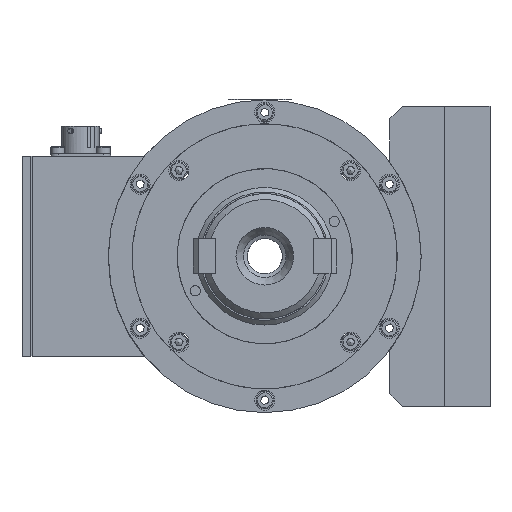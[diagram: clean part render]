
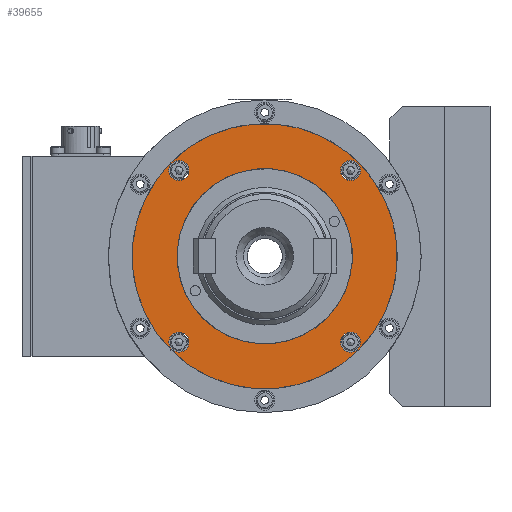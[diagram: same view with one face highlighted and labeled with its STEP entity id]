
A CAD part, left-side view. The second image highlights one B-rep face of the part: STEP entity #39655.
In plain terms, the highlighted planar face has unit normal (-1, 0, 0).
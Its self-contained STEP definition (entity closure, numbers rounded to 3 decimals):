
#858 = ORIENTED_EDGE ( 'NONE', *, *, #21373, .F. ) ;
#1057 = DIRECTION ( 'NONE',  ( 0., 0.707, 0.707 ) ) ;
#1189 = DIRECTION ( 'NONE',  ( 0., 0.707, 0.707 ) ) ;
#1378 = ORIENTED_EDGE ( 'NONE', *, *, #21441, .F. ) ;
#1543 = EDGE_LOOP ( 'NONE', ( #12457 ) ) ;
#3457 = CARTESIAN_POINT ( 'NONE',  ( -79.8, 55.705, 34.295 ) ) ;
#5458 = ORIENTED_EDGE ( 'NONE', *, *, #21486, .F. ) ;
#6640 = DIRECTION ( 'NONE',  ( 0., 0.707, 0.707 ) ) ;
#6797 = CARTESIAN_POINT ( 'NONE',  ( -79.8, 58.534, -31.466 ) ) ;
#6919 = CARTESIAN_POINT ( 'NONE',  ( -79.8, 124.295, 34.295 ) ) ;
#8183 = CARTESIAN_POINT ( 'NONE',  ( -79.8, 90., 0. ) ) ;
#10140 = DIRECTION ( 'NONE',  ( 0., 0.707, 0.707 ) ) ;
#11391 = DIRECTION ( 'NONE',  ( 0., 0.707, 0.707 ) ) ;
#12068 = PLANE ( 'NONE',  #19638 ) ;
#12394 = CARTESIAN_POINT ( 'NONE',  ( -79.8, 90., 0. ) ) ;
#12457 = ORIENTED_EDGE ( 'NONE', *, *, #21316, .F. ) ;
#12750 = EDGE_LOOP ( 'NONE', ( #35166 ) ) ;
#15273 = DIRECTION ( 'NONE',  ( 1., 0., 0. ) ) ;
#15604 = DIRECTION ( 'NONE',  ( 0., 0.707, 0.707 ) ) ;
#16276 = CARTESIAN_POINT ( 'NONE',  ( -79.8, 127.477, 37.477 ) ) ;
#16327 = CIRCLE ( 'NONE', #31663, 4. ) ;
#16363 = CIRCLE ( 'NONE', #31606, 35. ) ;
#16432 = CIRCLE ( 'NONE', #31666, 4. ) ;
#16687 = CIRCLE ( 'NONE', #31784, 4. ) ;
#17086 = CIRCLE ( 'NONE', #31843, 4. ) ;
#17128 = CIRCLE ( 'NONE', #31961, 53. ) ;
#19359 = CARTESIAN_POINT ( 'NONE',  ( -79.8, 58.534, 37.123 ) ) ;
#19638 = AXIS2_PLACEMENT_3D ( 'NONE', #34059, #15273, #37296 ) ;
#19680 = EDGE_LOOP ( 'NONE', ( #23098 ) ) ;
#20028 = DIRECTION ( 'NONE',  ( -1., 0., 0. ) ) ;
#20181 = DIRECTION ( 'NONE',  ( -1., 0., 0. ) ) ;
#21257 = EDGE_CURVE ( 'NONE', #41214, #41214, #17128, .T. ) ;
#21316 = EDGE_CURVE ( 'NONE', #41134, #41134, #17086, .T. ) ;
#21373 = EDGE_CURVE ( 'NONE', #41057, #41057, #16687, .T. ) ;
#21441 = EDGE_CURVE ( 'NONE', #40965, #40965, #16432, .T. ) ;
#21486 = EDGE_CURVE ( 'NONE', #40915, #40915, #16327, .T. ) ;
#21555 = EDGE_CURVE ( 'NONE', #40887, #40887, #16363, .T. ) ;
#22543 = CARTESIAN_POINT ( 'NONE',  ( -79.8, 127.123, 37.123 ) ) ;
#23098 = ORIENTED_EDGE ( 'NONE', *, *, #21555, .F. ) ;
#25586 = DIRECTION ( 'NONE',  ( -1., 0., 0. ) ) ;
#25739 = CARTESIAN_POINT ( 'NONE',  ( -79.8, 127.123, -31.466 ) ) ;
#28839 = CARTESIAN_POINT ( 'NONE',  ( -79.8, 114.749, 24.749 ) ) ;
#28961 = DIRECTION ( 'NONE',  ( -1., 0., 0. ) ) ;
#30215 = DIRECTION ( 'NONE',  ( -1., 0., 0. ) ) ;
#31027 = EDGE_LOOP ( 'NONE', ( #858 ) ) ;
#31606 = AXIS2_PLACEMENT_3D ( 'NONE', #8183, #30215, #11391 ) ;
#31663 = AXIS2_PLACEMENT_3D ( 'NONE', #39165, #20181, #1189 ) ;
#31666 = AXIS2_PLACEMENT_3D ( 'NONE', #39016, #20028, #1057 ) ;
#31784 = AXIS2_PLACEMENT_3D ( 'NONE', #6919, #28961, #10140 ) ;
#31843 = AXIS2_PLACEMENT_3D ( 'NONE', #3457, #25586, #6640 ) ;
#31961 = AXIS2_PLACEMENT_3D ( 'NONE', #12394, #34363, #15604 ) ;
#33214 = FACE_OUTER_BOUND ( 'NONE', #12750, .T. ) ;
#33597 = FACE_BOUND ( 'NONE', #19680, .T. ) ;
#33637 = FACE_BOUND ( 'NONE', #1543, .T. ) ;
#33676 = FACE_BOUND ( 'NONE', #34918, .T. ) ;
#34059 = CARTESIAN_POINT ( 'NONE',  ( -79.8, 114.749, -24.749 ) ) ;
#34069 = FACE_BOUND ( 'NONE', #31027, .T. ) ;
#34363 = DIRECTION ( 'NONE',  ( -1., 0., 0. ) ) ;
#34568 = FACE_BOUND ( 'NONE', #39362, .T. ) ;
#34918 = EDGE_LOOP ( 'NONE', ( #5458 ) ) ;
#35166 = ORIENTED_EDGE ( 'NONE', *, *, #21257, .T. ) ;
#37296 = DIRECTION ( 'NONE',  ( 0., -0.707, -0.707 ) ) ;
#39016 = CARTESIAN_POINT ( 'NONE',  ( -79.8, 124.295, -34.295 ) ) ;
#39165 = CARTESIAN_POINT ( 'NONE',  ( -79.8, 55.705, -34.295 ) ) ;
#39362 = EDGE_LOOP ( 'NONE', ( #1378 ) ) ;
#39655 = ADVANCED_FACE ( 'NONE', ( #34568, #34069, #33637, #33676, #33597, #33214 ), #12068, .F. ) ;
#40887 = VERTEX_POINT ( 'NONE', #28839 ) ;
#40915 = VERTEX_POINT ( 'NONE', #6797 ) ;
#40965 = VERTEX_POINT ( 'NONE', #25739 ) ;
#41057 = VERTEX_POINT ( 'NONE', #22543 ) ;
#41134 = VERTEX_POINT ( 'NONE', #19359 ) ;
#41214 = VERTEX_POINT ( 'NONE', #16276 ) ;
